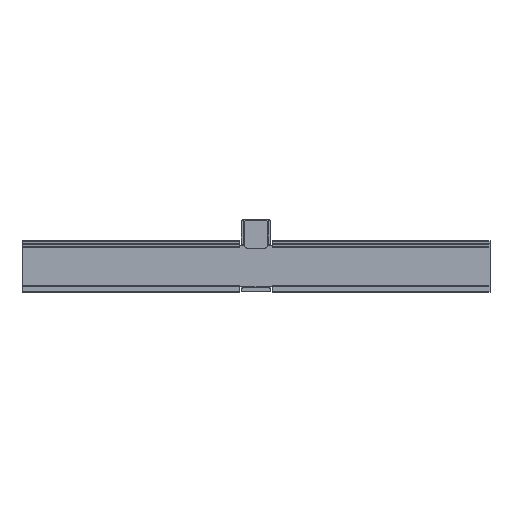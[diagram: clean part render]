
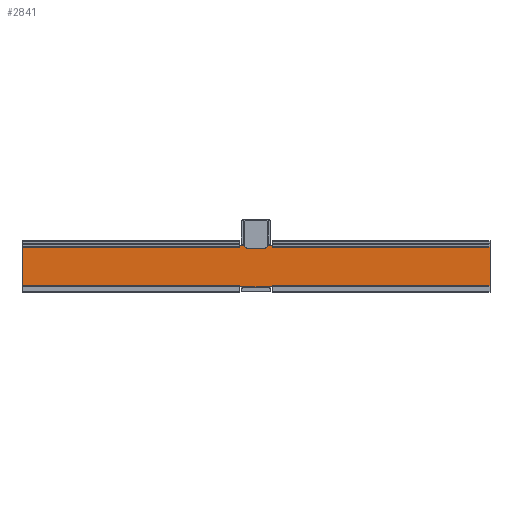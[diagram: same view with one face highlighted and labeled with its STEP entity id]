
A CAD part, top view. The second image highlights one B-rep face of the part: STEP entity #2841.
In plain terms, the highlighted planar face has unit normal (0, 0, 1).
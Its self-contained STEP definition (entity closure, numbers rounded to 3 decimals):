
#53=DIRECTION('',(0.,-1.,0.));
#54=VECTOR('',#53,12.);
#55=CARTESIAN_POINT('',(0.,-2.,0.));
#56=LINE('',#55,#54);
#267=DIRECTION('',(1.,0.,0.));
#268=VECTOR('',#267,67.5);
#269=CARTESIAN_POINT('',(0.,-2.,0.));
#270=LINE('',#269,#268);
#288=DIRECTION('',(1.,0.,0.));
#289=VECTOR('',#288,67.5);
#290=CARTESIAN_POINT('',(77.5,-2.,0.));
#291=LINE('',#290,#289);
#309=DIRECTION('',(1.,0.,0.));
#310=VECTOR('',#309,1.363);
#311=CARTESIAN_POINT('',(67.5,-1.65,0.));
#312=LINE('',#311,#310);
#316=DIRECTION('',(1.,0.,0.));
#317=VECTOR('',#316,1.363);
#318=CARTESIAN_POINT('',(76.137,-1.65,0.));
#319=LINE('',#318,#317);
#323=DIRECTION('',(0.,-1.,0.));
#324=VECTOR('',#323,0.35);
#325=CARTESIAN_POINT('',(67.5,-1.65,0.));
#326=LINE('',#325,#324);
#330=DIRECTION('',(0.,-1.,0.));
#331=VECTOR('',#330,0.35);
#332=CARTESIAN_POINT('',(67.5,-14.,0.));
#333=LINE('',#332,#331);
#1136=DIRECTION('',(1.,0.,0.));
#1137=VECTOR('',#1136,67.5);
#1138=CARTESIAN_POINT('',(0.,-14.,0.));
#1139=LINE('',#1138,#1137);
#1150=DIRECTION('',(1.,0.,0.));
#1151=VECTOR('',#1150,67.5);
#1152=CARTESIAN_POINT('',(77.5,-14.,0.));
#1153=LINE('',#1152,#1151);
#1171=DIRECTION('',(0.,-1.,0.));
#1172=VECTOR('',#1171,12.);
#1173=CARTESIAN_POINT('',(145.,-2.,0.));
#1174=LINE('',#1173,#1172);
#1385=DIRECTION('',(0.,-1.,0.));
#1386=VECTOR('',#1385,0.35);
#1387=CARTESIAN_POINT('',(77.5,-1.65,0.));
#1388=LINE('',#1387,#1386);
#1413=DIRECTION('',(0.,-1.,0.));
#1414=VECTOR('',#1413,0.35);
#1415=CARTESIAN_POINT('',(77.5,-14.,0.));
#1416=LINE('',#1415,#1414);
#1448=DIRECTION('',(1.,0.,0.));
#1449=VECTOR('',#1448,10.);
#1450=CARTESIAN_POINT('',(67.5,-14.35,0.));
#1451=LINE('',#1450,#1449);
#2019=CARTESIAN_POINT('',(69.8,-1.3,0.));
#2020=DIRECTION('',(0.,0.,1.));
#2021=DIRECTION('',(-0.937,-0.35,0.));
#2022=AXIS2_PLACEMENT_3D('',#2019,#2020,#2021);
#2069=CARTESIAN_POINT('',(75.2,-1.3,0.));
#2070=DIRECTION('',(0.,0.,1.));
#2071=DIRECTION('',(0.,-1.,0.));
#2072=AXIS2_PLACEMENT_3D('',#2069,#2070,#2071);
#2091=DIRECTION('',(-1.,0.,0.));
#2092=VECTOR('',#2091,5.4);
#2093=CARTESIAN_POINT('',(75.2,-2.3,0.));
#2094=LINE('',#2093,#2092);
#2614=CARTESIAN_POINT('',(0.,-2.,0.));
#2615=CARTESIAN_POINT('',(67.5,-2.,0.));
#2616=VERTEX_POINT('',#2614);
#2617=VERTEX_POINT('',#2615);
#2618=CARTESIAN_POINT('',(77.5,-2.,0.));
#2619=CARTESIAN_POINT('',(145.,-2.,0.));
#2620=VERTEX_POINT('',#2618);
#2621=VERTEX_POINT('',#2619);
#2622=CARTESIAN_POINT('',(0.,-14.,0.));
#2623=CARTESIAN_POINT('',(67.5,-14.,0.));
#2624=VERTEX_POINT('',#2622);
#2625=VERTEX_POINT('',#2623);
#2626=CARTESIAN_POINT('',(77.5,-14.,0.));
#2627=CARTESIAN_POINT('',(145.,-14.,0.));
#2628=VERTEX_POINT('',#2626);
#2629=VERTEX_POINT('',#2627);
#2630=CARTESIAN_POINT('',(67.5,-1.65,0.));
#2631=VERTEX_POINT('',#2630);
#2632=CARTESIAN_POINT('',(67.5,-14.35,0.));
#2633=VERTEX_POINT('',#2632);
#2638=CARTESIAN_POINT('',(77.5,-1.65,0.));
#2639=VERTEX_POINT('',#2638);
#2640=CARTESIAN_POINT('',(77.5,-14.35,0.));
#2641=VERTEX_POINT('',#2640);
#2656=CARTESIAN_POINT('',(75.2,-2.3,0.));
#2657=CARTESIAN_POINT('',(69.8,-2.3,0.));
#2658=VERTEX_POINT('',#2656);
#2659=VERTEX_POINT('',#2657);
#2660=CARTESIAN_POINT('',(68.863,-1.65,0.));
#2661=VERTEX_POINT('',#2660);
#2662=CARTESIAN_POINT('',(76.137,-1.65,0.));
#2663=VERTEX_POINT('',#2662);
#2805=CARTESIAN_POINT('',(0.,-1.65,0.));
#2806=DIRECTION('',(0.,0.,1.));
#2807=DIRECTION('',(0.,-1.,0.));
#2808=AXIS2_PLACEMENT_3D('',#2805,#2806,#2807);
#2809=PLANE('',#2808);
#2810=ORIENTED_EDGE('',*,*,#2779,.T.);
#2812=ORIENTED_EDGE('',*,*,#2811,.F.);
#2814=ORIENTED_EDGE('',*,*,#2813,.T.);
#2816=ORIENTED_EDGE('',*,*,#2815,.T.);
#2818=ORIENTED_EDGE('',*,*,#2817,.F.);
#2820=ORIENTED_EDGE('',*,*,#2819,.T.);
#2822=ORIENTED_EDGE('',*,*,#2821,.T.);
#2824=ORIENTED_EDGE('',*,*,#2823,.T.);
#2825=ORIENTED_EDGE('',*,*,#2794,.T.);
#2827=ORIENTED_EDGE('',*,*,#2826,.T.);
#2829=ORIENTED_EDGE('',*,*,#2828,.F.);
#2831=ORIENTED_EDGE('',*,*,#2830,.T.);
#2833=ORIENTED_EDGE('',*,*,#2832,.F.);
#2835=ORIENTED_EDGE('',*,*,#2834,.F.);
#2837=ORIENTED_EDGE('',*,*,#2836,.F.);
#2838=ORIENTED_EDGE('',*,*,#2713,.F.);
#2839=EDGE_LOOP('',(#2810,#2812,#2814,#2816,#2818,#2820,#2822,#2824,#2825,#2827,
#2829,#2831,#2833,#2835,#2837,#2838));
#2840=FACE_OUTER_BOUND('',#2839,.F.);
#2023=CIRCLE('',#2022,1.);
#2073=CIRCLE('',#2072,1.);
#2713=EDGE_CURVE('',#2616,#2624,#56,.T.);
#2779=EDGE_CURVE('',#2616,#2617,#270,.T.);
#2794=EDGE_CURVE('',#2620,#2621,#291,.T.);
#2811=EDGE_CURVE('',#2631,#2617,#326,.T.);
#2813=EDGE_CURVE('',#2631,#2661,#312,.T.);
#2815=EDGE_CURVE('',#2661,#2659,#2023,.T.);
#2817=EDGE_CURVE('',#2658,#2659,#2094,.T.);
#2819=EDGE_CURVE('',#2658,#2663,#2073,.T.);
#2821=EDGE_CURVE('',#2663,#2639,#319,.T.);
#2823=EDGE_CURVE('',#2639,#2620,#1388,.T.);
#2826=EDGE_CURVE('',#2621,#2629,#1174,.T.);
#2828=EDGE_CURVE('',#2628,#2629,#1153,.T.);
#2830=EDGE_CURVE('',#2628,#2641,#1416,.T.);
#2832=EDGE_CURVE('',#2633,#2641,#1451,.T.);
#2834=EDGE_CURVE('',#2625,#2633,#333,.T.);
#2836=EDGE_CURVE('',#2624,#2625,#1139,.T.);
#2841=ADVANCED_FACE('',(#2840),#2809,.T.);
